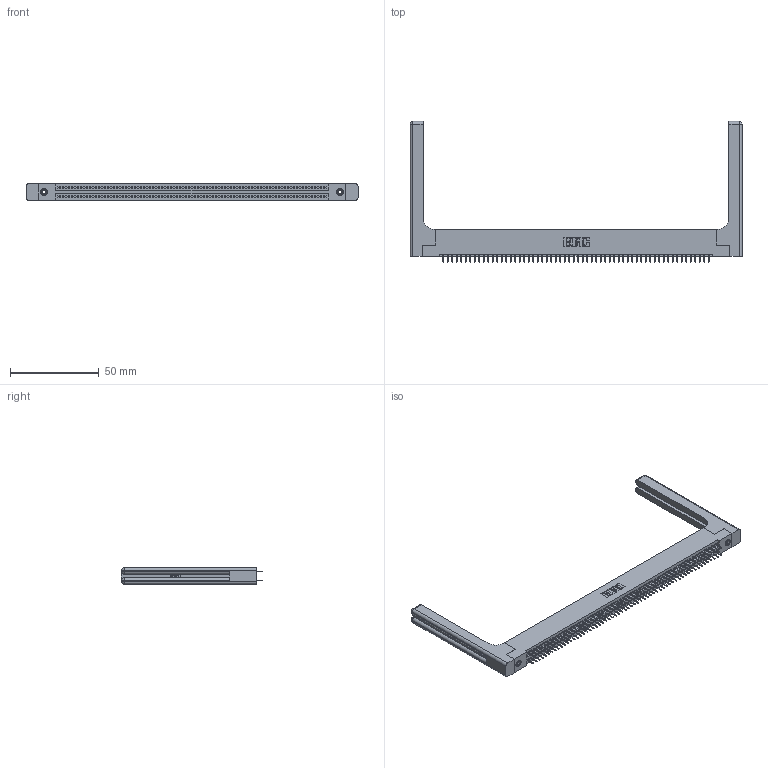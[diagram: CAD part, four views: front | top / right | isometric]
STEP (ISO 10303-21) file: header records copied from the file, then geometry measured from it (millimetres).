
FILE_DESCRIPTION (( 'STEP AP203' ), '1' );
FILE_NAME ('345-120-525-258.STEP', '2020-09-22T00:28:44', ( '' ), ( '' ), 'SwSTEP 2.0', 'SolidWorks 2020', '' );
FILE_SCHEMA (( 'CONFIG_CONTROL_DESIGN' ));
Length unit declared in the file: inch
Products named in the file (5): 345-292-001_345-293-125; 345-250-001_345-250-001-102; 345-120-525-258; 345-220-058_345-220-058; 345 Part_Flush Mounting Lugs - 0.156 Dia-TH
Assembly tree (125 placements, depth 2):
  345-120-525-258
    345 Part_Flush Mounting Lugs - 0.156 Dia-TH
    345-292-001_345-293-125  x120
    345-250-001_345-250-001-102  x2
    345-220-058_345-220-058  x2
Bounding box: 187.43 x 79.68 x 9.4 mm (x, y, z)
Volume: 26651.5 mm3; surface area: 31680 mm2
Topology: 125 solids, 125 shells, 6862 faces, 19367 edges, 12410 vertices
Faces by surface type: plane 4908, cylinder 1894, bspline 36, cone 12, sphere 8, torus 4
Entity records: 49910 total; most frequent: CARTESIAN_POINT 9341, ORIENTED_EDGE 8072, DIRECTION 7148, EDGE_CURVE 4036, VECTOR 3576, LINE 3576, VERTEX_POINT 2678, AXIS2_PLACEMENT_3D 1786
